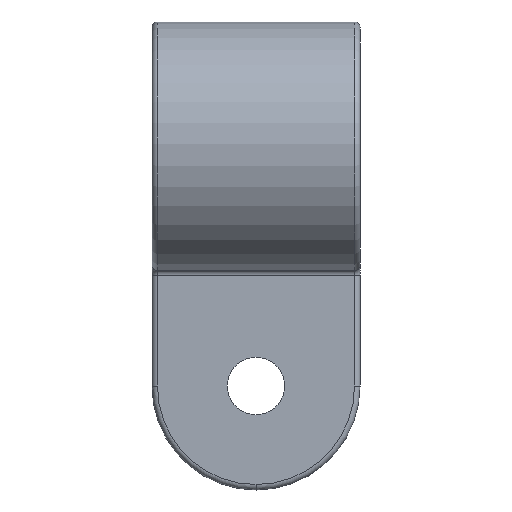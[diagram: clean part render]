
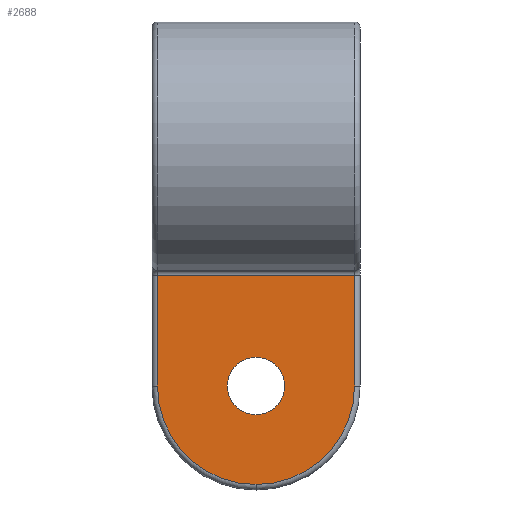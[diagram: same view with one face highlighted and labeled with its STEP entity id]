
A CAD part, left-side view. The second image highlights one B-rep face of the part: STEP entity #2688.
In plain terms, the highlighted planar face has unit normal (-1, 0, 0).
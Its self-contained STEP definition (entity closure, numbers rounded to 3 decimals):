
#73 = VECTOR ( 'NONE', #3355, 1000. ) ;
#198 = DIRECTION ( 'NONE',  ( 0., 0., -1. ) ) ;
#350 = CARTESIAN_POINT ( 'NONE',  ( -4.5, 19., -23.361 ) ) ;
#498 = EDGE_CURVE ( 'NONE', #11604, #1885, #10393, .T. ) ;
#716 = CIRCLE ( 'NONE', #3055, 5.25 ) ;
#893 = CARTESIAN_POINT ( 'NONE',  ( -4.5, 0., -38.25 ) ) ;
#1063 = DIRECTION ( 'NONE',  ( 0., 0., -1. ) ) ;
#1102 = AXIS2_PLACEMENT_3D ( 'NONE', #6205, #1236, #1063 ) ;
#1236 = DIRECTION ( 'NONE',  ( -1., 0., 0. ) ) ;
#1680 = CARTESIAN_POINT ( 'NONE',  ( -4.5, 0., -43.5 ) ) ;
#1885 = VERTEX_POINT ( 'NONE', #10305 ) ;
#2062 = ORIENTED_EDGE ( 'NONE', *, *, #6405, .T. ) ;
#2616 = DIRECTION ( 'NONE',  ( 1., 0., 0. ) ) ;
#2688 = ADVANCED_FACE ( 'NONE', ( #4233, #9745 ), #10658, .F. ) ;
#3055 = AXIS2_PLACEMENT_3D ( 'NONE', #11222, #7147, #3229 ) ;
#3217 = VERTEX_POINT ( 'NONE', #11935 ) ;
#3229 = DIRECTION ( 'NONE',  ( 0., 0., -1. ) ) ;
#3337 = EDGE_CURVE ( 'NONE', #9785, #10917, #11438, .T. ) ;
#3355 = DIRECTION ( 'NONE',  ( 0., 0., -1. ) ) ;
#3539 = AXIS2_PLACEMENT_3D ( 'NONE', #1680, #9685, #5696 ) ;
#3649 = VERTEX_POINT ( 'NONE', #7525 ) ;
#4233 = FACE_OUTER_BOUND ( 'NONE', #11825, .T. ) ;
#4304 = DIRECTION ( 'NONE',  ( 0., 1., 0. ) ) ;
#4351 = VERTEX_POINT ( 'NONE', #893 ) ;
#4596 = EDGE_CURVE ( 'NONE', #3649, #11604, #5331, .T. ) ;
#5331 = LINE ( 'NONE', #350, #12823 ) ;
#5696 = DIRECTION ( 'NONE',  ( 0., 0., -1. ) ) ;
#5799 = ORIENTED_EDGE ( 'NONE', *, *, #498, .T. ) ;
#6174 = ORIENTED_EDGE ( 'NONE', *, *, #3337, .T. ) ;
#6205 = CARTESIAN_POINT ( 'NONE',  ( -4.5, 0., -43.5 ) ) ;
#6273 = CARTESIAN_POINT ( 'NONE',  ( -4.5, -18., -43.5 ) ) ;
#6316 = EDGE_LOOP ( 'NONE', ( #11285, #11186 ) ) ;
#6405 = EDGE_CURVE ( 'NONE', #1885, #9785, #8762, .T. ) ;
#7147 = DIRECTION ( 'NONE',  ( 1., 0., 0. ) ) ;
#7184 = EDGE_CURVE ( 'NONE', #10917, #3649, #9530, .T. ) ;
#7196 = CARTESIAN_POINT ( 'NONE',  ( -4.5, 0., -61.5 ) ) ;
#7278 = CARTESIAN_POINT ( 'NONE',  ( -4.5, 18., -43.5 ) ) ;
#7525 = CARTESIAN_POINT ( 'NONE',  ( -4.5, -18., -23.361 ) ) ;
#7623 = VECTOR ( 'NONE', #9019, 1000. ) ;
#7944 = ORIENTED_EDGE ( 'NONE', *, *, #4596, .T. ) ;
#8224 = ORIENTED_EDGE ( 'NONE', *, *, #7184, .T. ) ;
#8762 = CIRCLE ( 'NONE', #3539, 18. ) ;
#9008 = DIRECTION ( 'NONE',  ( 1., 0., 0. ) ) ;
#9019 = DIRECTION ( 'NONE',  ( 0., 0., 1. ) ) ;
#9099 = CARTESIAN_POINT ( 'NONE',  ( -4.5, -18., -22.555 ) ) ;
#9530 = LINE ( 'NONE', #9099, #7623 ) ;
#9685 = DIRECTION ( 'NONE',  ( -1., 0., 0. ) ) ;
#9745 = FACE_BOUND ( 'NONE', #6316, .T. ) ;
#9785 = VERTEX_POINT ( 'NONE', #7196 ) ;
#9815 = EDGE_CURVE ( 'NONE', #3217, #4351, #716, .T. ) ;
#10101 = AXIS2_PLACEMENT_3D ( 'NONE', #10118, #9008, #198 ) ;
#10118 = CARTESIAN_POINT ( 'NONE',  ( -4.5, 0., -43.5 ) ) ;
#10305 = CARTESIAN_POINT ( 'NONE',  ( -4.5, 18., -43.5 ) ) ;
#10393 = LINE ( 'NONE', #7278, #73 ) ;
#10658 = PLANE ( 'NONE',  #11132 ) ;
#10917 = VERTEX_POINT ( 'NONE', #6273 ) ;
#11132 = AXIS2_PLACEMENT_3D ( 'NONE', #11532, #2616, #11663 ) ;
#11186 = ORIENTED_EDGE ( 'NONE', *, *, #11715, .T. ) ;
#11222 = CARTESIAN_POINT ( 'NONE',  ( -4.5, 0., -43.5 ) ) ;
#11285 = ORIENTED_EDGE ( 'NONE', *, *, #9815, .T. ) ;
#11438 = CIRCLE ( 'NONE', #1102, 18. ) ;
#11532 = CARTESIAN_POINT ( 'NONE',  ( -4.5, 19., -22.555 ) ) ;
#11604 = VERTEX_POINT ( 'NONE', #12140 ) ;
#11663 = DIRECTION ( 'NONE',  ( 0., 0., -1. ) ) ;
#11715 = EDGE_CURVE ( 'NONE', #4351, #3217, #12497, .T. ) ;
#11825 = EDGE_LOOP ( 'NONE', ( #5799, #2062, #6174, #8224, #7944 ) ) ;
#11935 = CARTESIAN_POINT ( 'NONE',  ( -4.5, 0., -48.75 ) ) ;
#12140 = CARTESIAN_POINT ( 'NONE',  ( -4.5, 18., -23.361 ) ) ;
#12497 = CIRCLE ( 'NONE', #10101, 5.25 ) ;
#12823 = VECTOR ( 'NONE', #4304, 1000. ) ;
